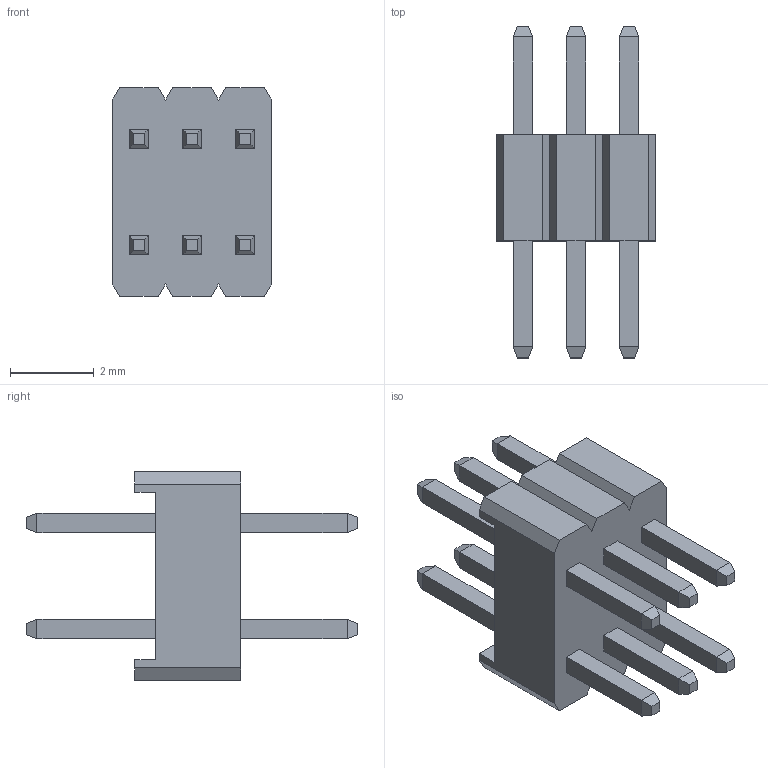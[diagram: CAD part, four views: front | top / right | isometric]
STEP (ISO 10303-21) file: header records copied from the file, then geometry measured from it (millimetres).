
FILE_DESCRIPTION(('STEP AP203'),'1');
FILE_NAME(' ',' ',('TraceParts'),('TraceParts S.A.'),'XStep 1.0',' ',' ');
FILE_SCHEMA(('CONFIG_CONTROL_DESIGN'));
Length unit declared in the file: millimetre
Products named in the file (1): 1
Bounding box: 3.81 x 7.94 x 5 mm (x, y, z)
Volume: 47.2 mm3; surface area: 146.9 mm2
Topology: 1 solids, 1 shells, 134 faces, 312 edges, 192 vertices
Faces by surface type: plane 134
Entity records: 3716 total; most frequent: CARTESIAN_POINT 639, ORIENTED_EDGE 624, DIRECTION 582, EDGE_CURVE 312, LINE 312, VECTOR 312, VERTEX_POINT 192, EDGE_LOOP 146
